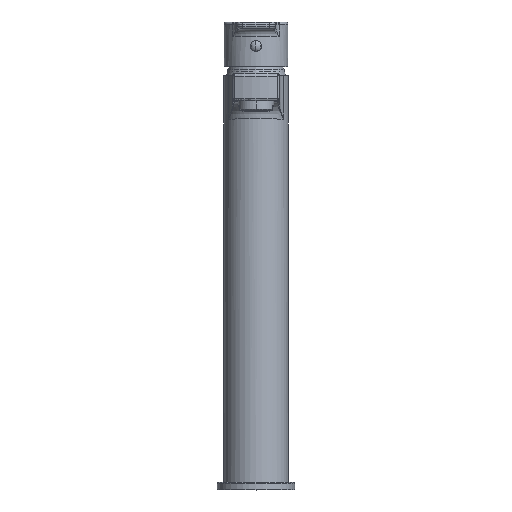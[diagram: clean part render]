
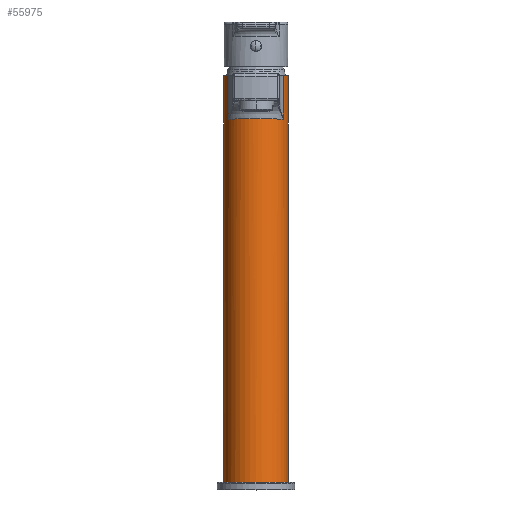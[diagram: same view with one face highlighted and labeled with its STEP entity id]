
A CAD part, top view. The second image highlights one B-rep face of the part: STEP entity #55975.
In plain terms, the highlighted cylindrical face has radius 21.6 mm (diameter 43.2 mm), a partial arc.
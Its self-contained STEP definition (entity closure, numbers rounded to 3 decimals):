
#4346=CARTESIAN_POINT('',(18.433,245.5,11.26));
#4367=CARTESIAN_POINT('',(18.433,245.5,11.26));
#4368=CARTESIAN_POINT('',(18.313,245.5,11.456));
#4369=CARTESIAN_POINT('',(18.067,245.5,11.845));
#4370=CARTESIAN_POINT('',(17.679,245.5,12.416));
#4371=CARTESIAN_POINT('',(17.274,245.5,12.975));
#4372=CARTESIAN_POINT('',(16.85,245.5,13.52));
#4373=CARTESIAN_POINT('',(16.41,245.5,14.051));
#4374=CARTESIAN_POINT('',(15.953,245.5,14.568));
#4375=CARTESIAN_POINT('',(15.479,245.5,15.07));
#4376=CARTESIAN_POINT('',(14.99,245.5,15.557));
#4377=CARTESIAN_POINT('',(14.485,245.5,16.028));
#4378=CARTESIAN_POINT('',(13.966,245.5,16.483));
#4379=CARTESIAN_POINT('',(13.432,245.5,16.92));
#4380=CARTESIAN_POINT('',(12.885,245.5,17.341));
#4381=CARTESIAN_POINT('',(12.324,245.5,17.744));
#4382=CARTESIAN_POINT('',(11.751,245.5,18.128));
#4383=CARTESIAN_POINT('',(11.166,245.5,18.494));
#4384=CARTESIAN_POINT('',(10.569,245.5,18.842));
#4385=CARTESIAN_POINT('',(9.962,245.5,19.17));
#4386=CARTESIAN_POINT('',(9.345,245.5,19.478));
#4387=CARTESIAN_POINT('',(8.718,245.5,19.767));
#4388=CARTESIAN_POINT('',(8.082,245.5,20.035));
#4389=CARTESIAN_POINT('',(7.438,245.5,20.283));
#4390=CARTESIAN_POINT('',(6.786,245.5,20.51));
#4391=CARTESIAN_POINT('',(6.127,245.5,20.717));
#4392=CARTESIAN_POINT('',(5.462,245.5,20.902));
#4393=CARTESIAN_POINT('',(4.792,245.5,21.066));
#4394=CARTESIAN_POINT('',(4.116,245.5,21.208));
#4395=CARTESIAN_POINT('',(3.437,245.5,21.329));
#4396=CARTESIAN_POINT('',(2.754,245.5,21.427));
#4397=CARTESIAN_POINT('',(2.068,245.5,21.505));
#4398=CARTESIAN_POINT('',(1.38,245.5,21.56));
#4399=CARTESIAN_POINT('',(0.69,245.5,21.593));
#4400=CARTESIAN_POINT('',(0.,245.5,21.604));
#4401=CARTESIAN_POINT('',(-0.69,245.5,21.593));
#4402=CARTESIAN_POINT('',(-1.38,245.5,21.56));
#4403=CARTESIAN_POINT('',(-2.068,245.5,21.505));
#4404=CARTESIAN_POINT('',(-2.753,245.5,21.427));
#4405=CARTESIAN_POINT('',(-3.437,245.5,21.329));
#4406=CARTESIAN_POINT('',(-4.116,245.5,21.208));
#4407=CARTESIAN_POINT('',(-4.792,245.5,21.066));
#4408=CARTESIAN_POINT('',(-5.462,245.5,20.902));
#4409=CARTESIAN_POINT('',(-6.127,245.5,20.717));
#4410=CARTESIAN_POINT('',(-6.786,245.5,20.51));
#4411=CARTESIAN_POINT('',(-7.437,245.5,20.283));
#4412=CARTESIAN_POINT('',(-8.082,245.5,20.035));
#4413=CARTESIAN_POINT('',(-8.717,245.5,19.767));
#4414=CARTESIAN_POINT('',(-9.344,245.5,19.478));
#4415=CARTESIAN_POINT('',(-9.962,245.5,19.17));
#4416=CARTESIAN_POINT('',(-10.569,245.5,18.842));
#4417=CARTESIAN_POINT('',(-11.166,245.5,18.494));
#4418=CARTESIAN_POINT('',(-11.751,245.5,18.128));
#4419=CARTESIAN_POINT('',(-12.324,245.5,17.744));
#4420=CARTESIAN_POINT('',(-12.885,245.5,17.341));
#4421=CARTESIAN_POINT('',(-13.432,245.5,16.92));
#4422=CARTESIAN_POINT('',(-13.966,245.5,16.483));
#4423=CARTESIAN_POINT('',(-14.485,245.5,16.028));
#4424=CARTESIAN_POINT('',(-14.99,245.5,15.557));
#4425=CARTESIAN_POINT('',(-15.479,245.5,15.071));
#4426=CARTESIAN_POINT('',(-15.952,245.5,14.568));
#4427=CARTESIAN_POINT('',(-16.41,245.5,14.051));
#4428=CARTESIAN_POINT('',(-16.85,245.5,13.52));
#4429=CARTESIAN_POINT('',(-17.274,245.5,12.975));
#4430=CARTESIAN_POINT('',(-17.679,245.5,12.416));
#4431=CARTESIAN_POINT('',(-18.067,245.5,11.845));
#4432=CARTESIAN_POINT('',(-18.313,245.5,11.457));
#4433=CARTESIAN_POINT('',(-18.433,245.5,11.26));
#4460=CARTESIAN_POINT('',(-18.433,245.5,11.26));
#4462=DIRECTION('',(0.,1.,0.));
#4463=VECTOR('',#4462,29.);
#4464=CARTESIAN_POINT('',(-18.433,245.5,11.26));
#4465=LINE('',#4464,#4463);
#4471=CARTESIAN_POINT('',(0.,1.,0.));
#4472=DIRECTION('',(0.,1.,0.));
#4473=DIRECTION('',(-1.,0.,0.));
#4474=AXIS2_PLACEMENT_3D('',#4471,#4472,#4473);
#4476=DIRECTION('',(0.,1.,0.));
#4477=VECTOR('',#4476,273.5);
#4478=CARTESIAN_POINT('',(-21.6,1.,0.));
#4479=LINE('',#4478,#4477);
#4480=CARTESIAN_POINT('',(0.,274.5,0.));
#4481=DIRECTION('',(0.,1.,0.));
#4482=DIRECTION('',(-1.,0.,0.));
#4483=AXIS2_PLACEMENT_3D('',#4480,#4481,#4482);
#4485=CARTESIAN_POINT('',(0.,274.5,0.));
#4486=DIRECTION('',(0.,1.,0.));
#4487=DIRECTION('',(0.853,0.,0.521));
#4488=AXIS2_PLACEMENT_3D('',#4485,#4486,#4487);
#7954=DIRECTION('',(0.,1.,0.));
#7955=VECTOR('',#7954,273.5);
#7956=CARTESIAN_POINT('',(21.6,1.,0.));
#7957=LINE('',#7956,#7955);
#8446=DIRECTION('',(0.,-1.,0.));
#8447=VECTOR('',#8446,29.);
#8448=CARTESIAN_POINT('',(18.433,274.5,11.26));
#8449=LINE('',#8448,#8447);
#42481=VERTEX_POINT('',#4460);
#42489=VERTEX_POINT('',#4346);
#42511=CARTESIAN_POINT('',(18.433,274.5,11.26));
#42512=VERTEX_POINT('',#42511);
#42521=CARTESIAN_POINT('',(-18.433,274.5,11.26));
#42522=VERTEX_POINT('',#42521);
#42570=CARTESIAN_POINT('',(-21.6,274.5,0.));
#42571=VERTEX_POINT('',#42570);
#42572=CARTESIAN_POINT('',(21.6,274.5,0.));
#42573=VERTEX_POINT('',#42572);
#52322=CARTESIAN_POINT('',(21.6,1.,0.));
#52323=CARTESIAN_POINT('',(-21.6,1.,0.));
#52324=VERTEX_POINT('',#52322);
#52325=VERTEX_POINT('',#52323);
#55954=CARTESIAN_POINT('',(0.,0.,0.));
#55955=DIRECTION('',(0.,1.,0.));
#55956=DIRECTION('',(1.,0.,0.));
#55957=AXIS2_PLACEMENT_3D('',#55954,#55955,#55956);
#55958=CYLINDRICAL_SURFACE('',#55957,21.6);
#55960=ORIENTED_EDGE('',*,*,#55959,.F.);
#55962=ORIENTED_EDGE('',*,*,#55961,.T.);
#55964=ORIENTED_EDGE('',*,*,#55963,.T.);
#55965=ORIENTED_EDGE('',*,*,#55938,.F.);
#55966=ORIENTED_EDGE('',*,*,#55841,.F.);
#55968=ORIENTED_EDGE('',*,*,#55967,.F.);
#55970=ORIENTED_EDGE('',*,*,#55969,.T.);
#55972=ORIENTED_EDGE('',*,*,#55971,.F.);
#55973=EDGE_LOOP('',(#55960,#55962,#55964,#55965,#55966,#55968,#55970,#55972));
#55974=FACE_OUTER_BOUND('',#55973,.F.);
#55975=ADVANCED_FACE('',(#55974),#55958,.T.);
#4434=B_SPLINE_CURVE_WITH_KNOTS('',3,(#4367,#4368,#4369,#4370,#4371,#4372,#4373,
#4374,#4375,#4376,#4377,#4378,#4379,#4380,#4381,#4382,#4383,#4384,#4385,#4386,
#4387,#4388,#4389,#4390,#4391,#4392,#4393,#4394,#4395,#4396,#4397,#4398,#4399,
#4400,#4401,#4402,#4403,#4404,#4405,#4406,#4407,#4408,#4409,#4410,#4411,#4412,
#4413,#4414,#4415,#4416,#4417,#4418,#4419,#4420,#4421,#4422,#4423,#4424,#4425,
#4426,#4427,#4428,#4429,#4430,#4431,#4432,#4433),.UNSPECIFIED.,.F.,.F.,(4,1,1,1,
1,1,1,1,1,1,1,1,1,1,1,1,1,1,1,1,1,1,1,1,1,1,1,1,1,1,1,1,1,1,1,1,1,1,1,1,1,1,1,1,
1,1,1,1,1,1,1,1,1,1,1,1,1,1,1,1,1,1,1,1,4),(0.,0.016,0.031,0.047,
0.063,0.078,0.094,0.109,0.125,0.141,0.156,0.172,
0.188,0.203,0.219,0.234,0.25,0.266,0.281,0.297,
0.313,0.328,0.344,0.359,0.375,0.391,0.406,
0.422,0.438,0.453,0.469,0.484,0.5,0.516,0.531,
0.547,0.563,0.578,0.594,0.609,0.625,0.641,
0.656,0.672,0.688,0.703,0.719,0.734,0.75,0.766,
0.781,0.797,0.813,0.828,0.844,0.859,0.875,
0.891,0.906,0.922,0.938,0.953,0.969,0.984,1.),
.UNSPECIFIED.);
#4475=CIRCLE('',#4474,21.6);
#4484=CIRCLE('',#4483,21.6);
#4489=CIRCLE('',#4488,21.6);
#55841=EDGE_CURVE('',#42489,#42481,#4434,.T.);
#55938=EDGE_CURVE('',#42481,#42522,#4465,.T.);
#55959=EDGE_CURVE('',#52325,#52324,#4475,.T.);
#55961=EDGE_CURVE('',#52325,#42571,#4479,.T.);
#55963=EDGE_CURVE('',#42571,#42522,#4484,.T.);
#55967=EDGE_CURVE('',#42512,#42489,#8449,.T.);
#55969=EDGE_CURVE('',#42512,#42573,#4489,.T.);
#55971=EDGE_CURVE('',#52324,#42573,#7957,.T.);
